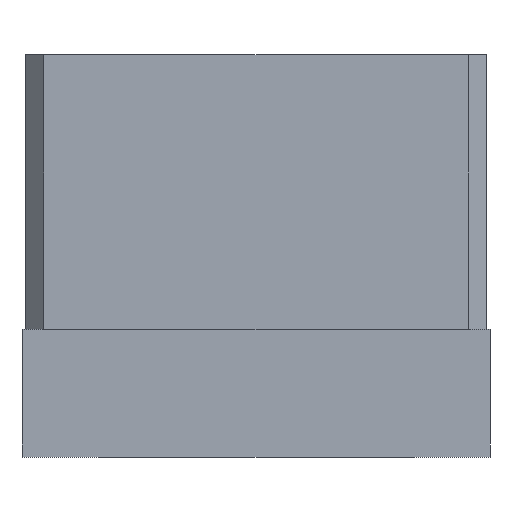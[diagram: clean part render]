
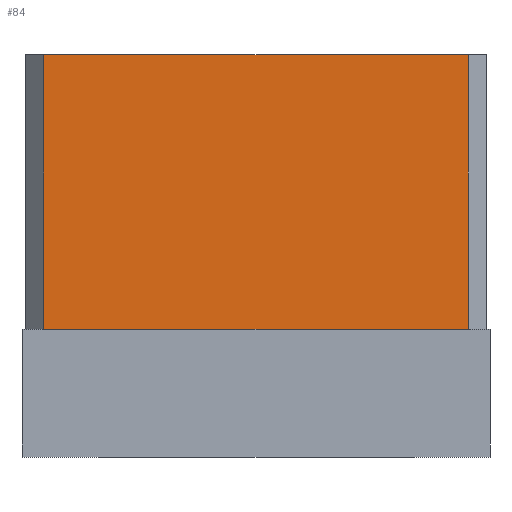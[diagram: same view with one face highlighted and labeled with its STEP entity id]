
A CAD part, front view. The second image highlights one B-rep face of the part: STEP entity #84.
In plain terms, the highlighted planar face has unit normal (0, -1, 0).
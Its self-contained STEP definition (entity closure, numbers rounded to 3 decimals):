
#84=ADVANCED_FACE('',(#185),#186,.F.);
#185=FACE_OUTER_BOUND('',#301,.T.);
#186=PLANE('',#302);
#301=EDGE_LOOP('',(#647,#648,#649,#650));
#302=AXIS2_PLACEMENT_3D('',#651,#652,#653);
#647=ORIENTED_EDGE('',*,*,#824,.F.);
#648=ORIENTED_EDGE('',*,*,#810,.T.);
#649=ORIENTED_EDGE('',*,*,#800,.T.);
#650=ORIENTED_EDGE('',*,*,#830,.F.);
#651=CARTESIAN_POINT('',(6.3,-16.55,11.0));
#652=DIRECTION('',(0.0,1.0,0.0));
#653=DIRECTION('',(1.0,0.0,-0.0));
#800=EDGE_CURVE('',#970,#968,#971,.T.);
#810=EDGE_CURVE('',#986,#970,#987,.T.);
#824=EDGE_CURVE('',#986,#1013,#1014,.T.);
#830=EDGE_CURVE('',#1013,#968,#1022,.T.);
#968=VERTEX_POINT('',#1216);
#970=VERTEX_POINT('',#1219);
#971=LINE('',#1220,#1221);
#986=VERTEX_POINT('',#1243);
#987=LINE('',#1244,#1245);
#1013=VERTEX_POINT('',#1284);
#1014=LINE('',#1285,#1286);
#1022=LINE('',#1295,#1296);
#1216=CARTESIAN_POINT('',(5.8,-16.55,3.5));
#1219=CARTESIAN_POINT('',(-5.8,-16.55,3.5));
#1220=CARTESIAN_POINT('',(-5.8,-16.55,3.5));
#1221=VECTOR('',#1476,11.6);
#1243=CARTESIAN_POINT('',(-5.8,-16.55,11.0));
#1244=CARTESIAN_POINT('',(-5.8,-16.55,11.0));
#1245=VECTOR('',#1490,7.5);
#1284=CARTESIAN_POINT('',(5.8,-16.55,11.0));
#1285=CARTESIAN_POINT('',(-5.8,-16.55,11.0));
#1286=VECTOR('',#1504,11.6);
#1295=CARTESIAN_POINT('',(5.8,-16.55,11.0));
#1296=VECTOR('',#1518,7.5);
#1476=DIRECTION('',(1.0,0.0,0.0));
#1490=DIRECTION('',(0.0,0.0,-1.0));
#1504=DIRECTION('',(1.0,0.0,0.0));
#1518=DIRECTION('',(0.0,0.0,-1.0));
